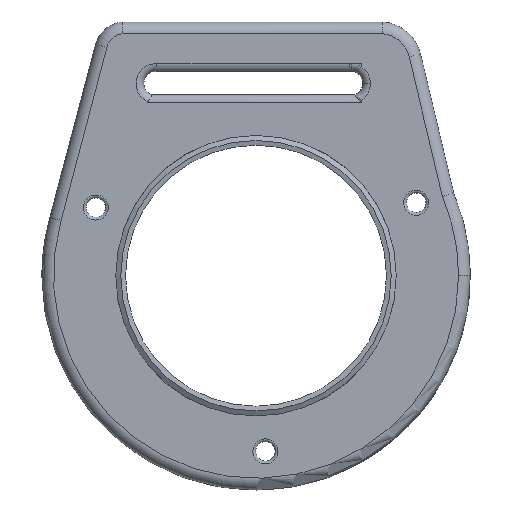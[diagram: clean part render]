
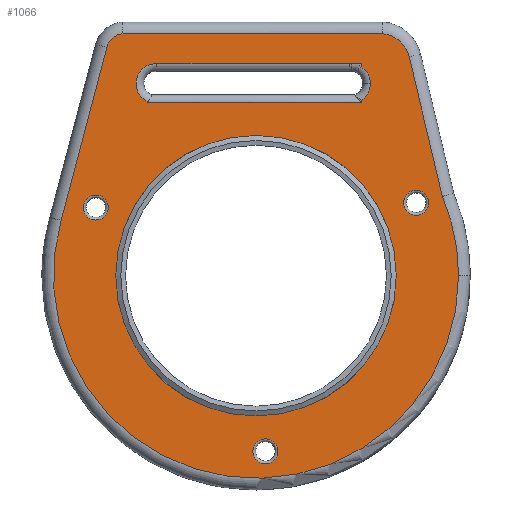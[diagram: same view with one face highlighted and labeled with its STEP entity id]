
A CAD part, top view. The second image highlights one B-rep face of the part: STEP entity #1066.
In plain terms, the highlighted planar face has unit normal (0, 0, 1).
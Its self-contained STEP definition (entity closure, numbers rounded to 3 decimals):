
#846=CARTESIAN_POINT('',(-4.292,-36.345,3.5));
#847=VERTEX_POINT('',#846);
#857=CARTESIAN_POINT('',(67.708,-36.345,3.5));
#858=VERTEX_POINT('',#857);
#859=CARTESIAN_POINT('',(31.708,-36.345,3.5));
#860=DIRECTION('',(0.,0.,1.));
#861=DIRECTION('',(1.,0.,-0.));
#862=AXIS2_PLACEMENT_3D('',#859,#860,#861);
#863=CIRCLE('',#862,36.);
#864=EDGE_CURVE('',#847,#858,#863,.T.);
#866=CARTESIAN_POINT('',(31.708,-36.345,3.5));
#867=DIRECTION('',(0.,0.,1.));
#868=DIRECTION('',(1.,0.,-0.));
#869=AXIS2_PLACEMENT_3D('',#866,#867,#868);
#870=CIRCLE('',#869,36.);
#871=EDGE_CURVE('',#858,#847,#870,.T.);
#876=CARTESIAN_POINT('',(0.,0.,3.5));
#877=DIRECTION('',(0.,0.,1.));
#878=DIRECTION('',(1.,0.,0.));
#879=AXIS2_PLACEMENT_3D('',#876,#877,#878);
#880=PLANE('',#879);
#881=CARTESIAN_POINT('',(58.834,8.095,3.5));
#882=VERTEX_POINT('',#881);
#883=CARTESIAN_POINT('',(3.834,8.095,3.5));
#884=VERTEX_POINT('',#883);
#885=CARTESIAN_POINT('',(58.834,8.095,3.5));
#886=DIRECTION('',(-1.,0.,0.));
#887=VECTOR('',#886,55.);
#888=LINE('',#885,#887);
#889=EDGE_CURVE('',#882,#884,#888,.T.);
#890=ORIENTED_EDGE('',*,*,#889,.T.);
#891=CARTESIAN_POINT('',(3.834,8.391,3.5));
#892=VERTEX_POINT('',#891);
#893=CARTESIAN_POINT('',(3.834,8.095,3.5));
#894=DIRECTION('',(0.,1.,0.));
#895=VECTOR('',#894,0.297);
#896=LINE('',#893,#895);
#897=EDGE_CURVE('',#884,#892,#896,.T.);
#898=ORIENTED_EDGE('',*,*,#897,.T.);
#899=CARTESIAN_POINT('',(6.254,18.095,3.5));
#900=VERTEX_POINT('',#899);
#901=CARTESIAN_POINT('',(6.018,13.,3.5));
#902=DIRECTION('',(-0.,-0.,-1.));
#903=DIRECTION('',(1.,0.,-0.));
#904=AXIS2_PLACEMENT_3D('',#901,#902,#903);
#905=CIRCLE('',#904,5.1);
#906=EDGE_CURVE('',#892,#900,#905,.T.);
#907=ORIENTED_EDGE('',*,*,#906,.T.);
#908=CARTESIAN_POINT('',(55.764,18.095,3.5));
#909=VERTEX_POINT('',#908);
#910=CARTESIAN_POINT('',(6.254,18.095,3.5));
#911=DIRECTION('',(1.,0.,-0.));
#912=VECTOR('',#911,49.51);
#913=LINE('',#910,#912);
#914=EDGE_CURVE('',#900,#909,#913,.T.);
#915=ORIENTED_EDGE('',*,*,#914,.T.);
#916=CARTESIAN_POINT('',(56.236,18.095,3.5));
#917=VERTEX_POINT('',#916);
#918=CARTESIAN_POINT('',(56.,13.,3.5));
#919=DIRECTION('',(-0.,-0.,-1.));
#920=DIRECTION('',(1.,0.,-0.));
#921=AXIS2_PLACEMENT_3D('',#918,#919,#920);
#922=CIRCLE('',#921,5.1);
#923=EDGE_CURVE('',#909,#917,#922,.T.);
#924=ORIENTED_EDGE('',*,*,#923,.T.);
#925=CARTESIAN_POINT('',(58.834,18.095,3.5));
#926=VERTEX_POINT('',#925);
#927=CARTESIAN_POINT('',(56.236,18.095,3.5));
#928=DIRECTION('',(1.,0.,-0.));
#929=VECTOR('',#928,2.598);
#930=LINE('',#927,#929);
#931=EDGE_CURVE('',#917,#926,#930,.T.);
#932=ORIENTED_EDGE('',*,*,#931,.T.);
#933=CARTESIAN_POINT('',(58.834,17.24,3.5));
#934=VERTEX_POINT('',#933);
#935=CARTESIAN_POINT('',(58.834,18.095,3.5));
#936=DIRECTION('',(0.,-1.,0.));
#937=VECTOR('',#936,0.855);
#938=LINE('',#935,#937);
#939=EDGE_CURVE('',#926,#934,#938,.T.);
#940=ORIENTED_EDGE('',*,*,#939,.T.);
#941=CARTESIAN_POINT('',(61.1,13.,3.5));
#942=VERTEX_POINT('',#941);
#943=CARTESIAN_POINT('',(56.,13.,3.5));
#944=DIRECTION('',(-0.,-0.,-1.));
#945=DIRECTION('',(1.,0.,-0.));
#946=AXIS2_PLACEMENT_3D('',#943,#944,#945);
#947=CIRCLE('',#946,5.1);
#948=EDGE_CURVE('',#934,#942,#947,.T.);
#949=ORIENTED_EDGE('',*,*,#948,.T.);
#950=CARTESIAN_POINT('',(58.834,8.76,3.5));
#951=VERTEX_POINT('',#950);
#952=CARTESIAN_POINT('',(56.,13.,3.5));
#953=DIRECTION('',(-0.,-0.,-1.));
#954=DIRECTION('',(1.,0.,-0.));
#955=AXIS2_PLACEMENT_3D('',#952,#953,#954);
#956=CIRCLE('',#955,5.1);
#957=EDGE_CURVE('',#942,#951,#956,.T.);
#958=ORIENTED_EDGE('',*,*,#957,.T.);
#959=CARTESIAN_POINT('',(58.834,8.76,3.5));
#960=DIRECTION('',(0.,-1.,0.));
#961=VECTOR('',#960,0.666);
#962=LINE('',#959,#961);
#963=EDGE_CURVE('',#951,#882,#962,.T.);
#964=ORIENTED_EDGE('',*,*,#963,.T.);
#965=EDGE_LOOP('',(#890,#898,#907,#915,#924,#932,#940,#949,#958,#964));
#966=FACE_BOUND('',#965,.T.);
#967=CARTESIAN_POINT('',(37.311,-81.425,3.5));
#968=VERTEX_POINT('',#967);
#969=CARTESIAN_POINT('',(34.111,-81.425,3.5));
#970=DIRECTION('',(-0.,-0.,-1.));
#971=DIRECTION('',(1.,0.,-0.));
#972=AXIS2_PLACEMENT_3D('',#969,#970,#971);
#973=CIRCLE('',#972,3.2);
#974=EDGE_CURVE('',#968,#968,#973,.T.);
#975=ORIENTED_EDGE('',*,*,#974,.T.);
#976=EDGE_LOOP('',(#975));
#977=FACE_BOUND('',#976,.T.);
#978=CARTESIAN_POINT('',(-6.222,-18.854,3.5));
#979=VERTEX_POINT('',#978);
#980=CARTESIAN_POINT('',(-9.422,-18.854,3.5));
#981=DIRECTION('',(-0.,-0.,-1.));
#982=DIRECTION('',(1.,0.,-0.));
#983=AXIS2_PLACEMENT_3D('',#980,#981,#982);
#984=CIRCLE('',#983,3.2);
#985=EDGE_CURVE('',#979,#979,#984,.T.);
#986=ORIENTED_EDGE('',*,*,#985,.T.);
#987=EDGE_LOOP('',(#986));
#988=FACE_BOUND('',#987,.T.);
#989=CARTESIAN_POINT('',(76.024,-17.621,3.5));
#990=VERTEX_POINT('',#989);
#991=CARTESIAN_POINT('',(72.824,-17.621,3.5));
#992=DIRECTION('',(-0.,-0.,-1.));
#993=DIRECTION('',(1.,0.,-0.));
#994=AXIS2_PLACEMENT_3D('',#991,#992,#993);
#995=CIRCLE('',#994,3.2);
#996=EDGE_CURVE('',#990,#990,#995,.T.);
#997=ORIENTED_EDGE('',*,*,#996,.T.);
#998=EDGE_LOOP('',(#997));
#999=FACE_BOUND('',#998,.T.);
#1000=CARTESIAN_POINT('',(-2.424,25.795,3.5));
#1001=VERTEX_POINT('',#1000);
#1002=CARTESIAN_POINT('',(-6.578,22.281,3.5));
#1003=VERTEX_POINT('',#1002);
#1004=CARTESIAN_POINT('',(-1.989,21.069,3.5));
#1005=DIRECTION('',(0.,0.,1.));
#1006=DIRECTION('',(1.,0.,-0.));
#1007=AXIS2_PLACEMENT_3D('',#1004,#1005,#1006);
#1008=CIRCLE('',#1007,4.747);
#1009=EDGE_CURVE('',#1001,#1003,#1008,.T.);
#1010=ORIENTED_EDGE('',*,*,#1009,.T.);
#1011=CARTESIAN_POINT('',(-18.321,-22.163,3.5));
#1012=VERTEX_POINT('',#1011);
#1013=CARTESIAN_POINT('',(-6.578,22.281,3.5));
#1014=DIRECTION('',(-0.255,-0.967,-0.));
#1015=VECTOR('',#1014,45.969);
#1016=LINE('',#1013,#1015);
#1017=EDGE_CURVE('',#1003,#1012,#1016,.T.);
#1018=ORIENTED_EDGE('',*,*,#1017,.T.);
#1019=CARTESIAN_POINT('',(83.708,-36.345,3.5));
#1020=VERTEX_POINT('',#1019);
#1021=CARTESIAN_POINT('',(31.708,-36.345,3.5));
#1022=DIRECTION('',(0.,0.,1.));
#1023=DIRECTION('',(1.,0.,-0.));
#1024=AXIS2_PLACEMENT_3D('',#1021,#1022,#1023);
#1025=CIRCLE('',#1024,52.);
#1026=EDGE_CURVE('',#1012,#1020,#1025,.T.);
#1027=ORIENTED_EDGE('',*,*,#1026,.T.);
#1028=CARTESIAN_POINT('',(79.553,-15.977,3.5));
#1029=VERTEX_POINT('',#1028);
#1030=CARTESIAN_POINT('',(31.708,-36.345,3.5));
#1031=DIRECTION('',(0.,0.,1.));
#1032=DIRECTION('',(1.,0.,-0.));
#1033=AXIS2_PLACEMENT_3D('',#1030,#1031,#1032);
#1034=CIRCLE('',#1033,52.);
#1035=EDGE_CURVE('',#1020,#1029,#1034,.T.);
#1036=ORIENTED_EDGE('',*,*,#1035,.T.);
#1037=CARTESIAN_POINT('',(71.036,19.867,3.5));
#1038=VERTEX_POINT('',#1037);
#1039=CARTESIAN_POINT('',(79.553,-15.977,3.5));
#1040=DIRECTION('',(-0.231,0.973,0.));
#1041=VECTOR('',#1040,36.842);
#1042=LINE('',#1039,#1041);
#1043=EDGE_CURVE('',#1029,#1038,#1042,.T.);
#1044=ORIENTED_EDGE('',*,*,#1043,.T.);
#1045=CARTESIAN_POINT('',(64.158,25.795,3.5));
#1046=VERTEX_POINT('',#1045);
#1047=CARTESIAN_POINT('',(63.498,18.076,3.5));
#1048=DIRECTION('',(0.,0.,1.));
#1049=DIRECTION('',(1.,0.,-0.));
#1050=AXIS2_PLACEMENT_3D('',#1047,#1048,#1049);
#1051=CIRCLE('',#1050,7.748);
#1052=EDGE_CURVE('',#1038,#1046,#1051,.T.);
#1053=ORIENTED_EDGE('',*,*,#1052,.T.);
#1054=CARTESIAN_POINT('',(64.158,25.795,3.5));
#1055=DIRECTION('',(-1.,-0.,-0.));
#1056=VECTOR('',#1055,66.583);
#1057=LINE('',#1054,#1056);
#1058=EDGE_CURVE('',#1046,#1001,#1057,.T.);
#1059=ORIENTED_EDGE('',*,*,#1058,.T.);
#1060=EDGE_LOOP('',(#1010,#1018,#1027,#1036,#1044,#1053,#1059));
#1061=FACE_BOUND('',#1060,.T.);
#1062=ORIENTED_EDGE('',*,*,#864,.F.);
#1063=ORIENTED_EDGE('',*,*,#871,.F.);
#1064=EDGE_LOOP('',(#1062,#1063));
#1065=FACE_BOUND('',#1064,.T.);
#1066=ADVANCED_FACE('',(#966,#977,#988,#999,#1061,#1065),#880,.T.);
